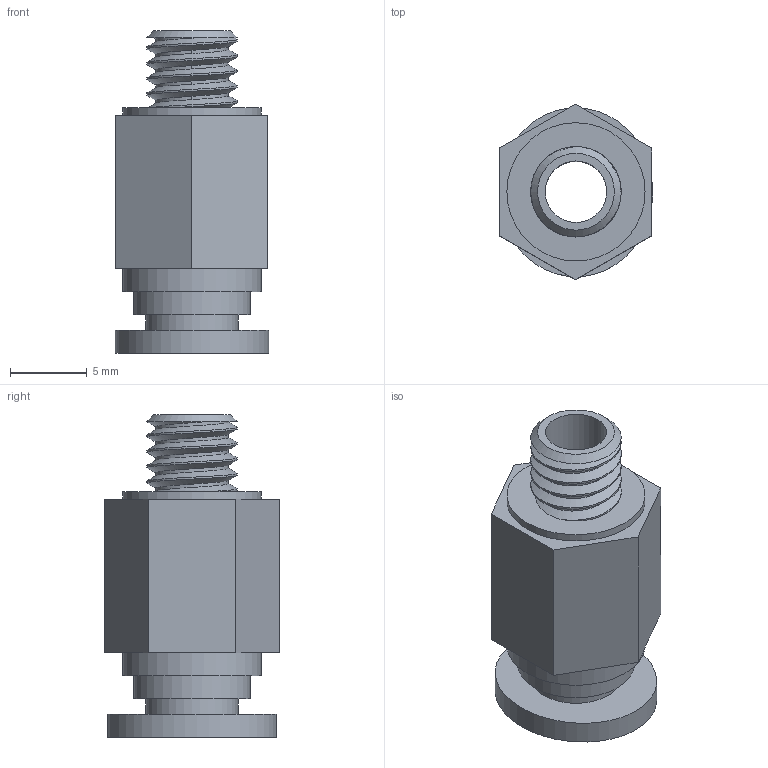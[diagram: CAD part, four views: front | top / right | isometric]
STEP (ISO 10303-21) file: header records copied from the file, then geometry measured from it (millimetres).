
FILE_DESCRIPTION(/* description */ (''),/* implementation_level */ '2;1');
FILE_NAME(/* name */ 'Pneumatic Connector 4-1_8PT v2.step',/* time_stamp */ '2018-07-13T02:42:27+08:00',/* author */ ('philxing1967'),/* organization */ (''),/* preprocessor_version */ 'ST-DEVELOPER v17',/* originating_system */ 'Autodesk Translation Framework v7.1.0.215',/* authorisation */ '');
FILE_SCHEMA (('AUTOMOTIVE_DESIGN { 1 0 10303 214 3 1 1 }'));
Length unit declared in the file: millimetre
Products named in the file (1): Pneumatic Connector 4-1/8PT
Bounding box: 9.99 x 11.43 x 21 mm (x, y, z)
Volume: 1023.4 mm3; surface area: 1173.2 mm2
Topology: 2 solids, 2 shells, 39 faces, 94 edges, 64 vertices
Faces by surface type: cylinder 18, plane 16, bspline 3, cone 1, torus 1
Full cylindrical faces by diameter (mm): 4 x1, 4.744 x4, 5.884 x4, 6 x2, 7.6 x1, 9 x2
Entity records: 2075 total; most frequent: CARTESIAN_POINT 1132, ORIENTED_EDGE 188, DIRECTION 172, EDGE_CURVE 94, AXIS2_PLACEMENT_3D 68, VERTEX_POINT 64, EDGE_LOOP 48, FACE_OUTER_BOUND 39
